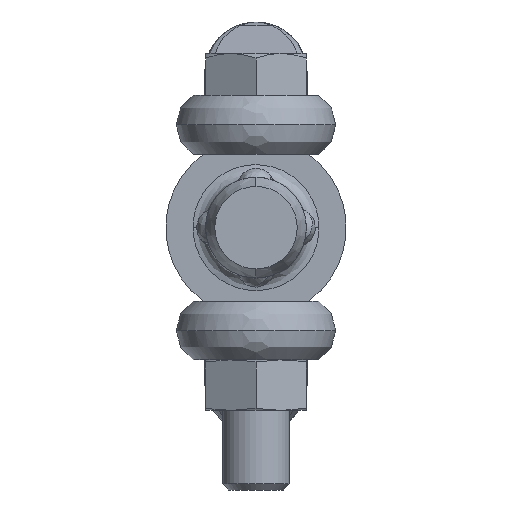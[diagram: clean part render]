
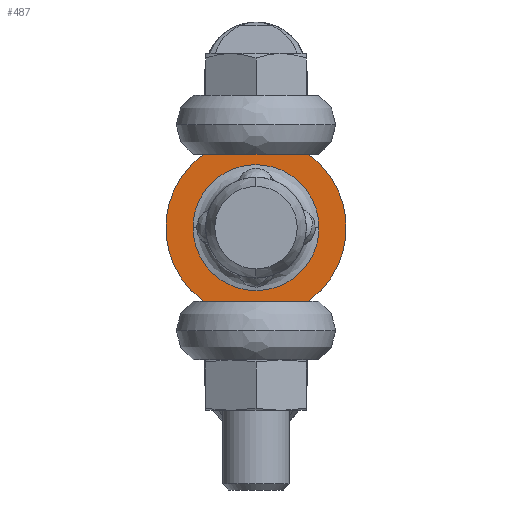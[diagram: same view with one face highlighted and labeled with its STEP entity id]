
A CAD part, left-side view. The second image highlights one B-rep face of the part: STEP entity #487.
In plain terms, the highlighted planar face has unit normal (-1, 0, 0).
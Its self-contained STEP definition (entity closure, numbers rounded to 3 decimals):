
#487=ADVANCED_FACE('',(#984,#985),#986,.T.);
#984=FACE_BOUND('',#3158,.T.);
#985=FACE_OUTER_BOUND('',#3159,.T.);
#986=PLANE('',#3160);
#3158=EDGE_LOOP('',(#4455,#4456));
#3159=EDGE_LOOP('',(#4457,#4458,#4459,#4460));
#3160=AXIS2_PLACEMENT_3D('',#4461,#4462,#4463);
#4455=ORIENTED_EDGE('',*,*,#4834,.F.);
#4456=ORIENTED_EDGE('',*,*,#4727,.F.);
#4457=ORIENTED_EDGE('',*,*,#5087,.T.);
#4458=ORIENTED_EDGE('',*,*,#4838,.T.);
#4459=ORIENTED_EDGE('',*,*,#4617,.T.);
#4460=ORIENTED_EDGE('',*,*,#4892,.T.);
#4461=CARTESIAN_POINT('',(0.,-9.125,0.));
#4462=DIRECTION('',(-1.0,0.0,0.0));
#4463=DIRECTION('',(0.0,0.0,1.0));
#4617=EDGE_CURVE('',#5201,#5202,#5203,.T.);
#4727=EDGE_CURVE('',#5385,#5388,#5389,.T.);
#4834=EDGE_CURVE('',#5388,#5385,#5562,.T.);
#4838=EDGE_CURVE('',#5565,#5201,#5567,.T.);
#4892=EDGE_CURVE('',#5202,#5642,#5644,.T.);
#5087=EDGE_CURVE('',#5642,#5565,#5878,.T.);
#5201=VERTEX_POINT('',#6045);
#5202=VERTEX_POINT('',#6046);
#5203=LINE('',#6047,#6048);
#5385=VERTEX_POINT('',#6543);
#5388=VERTEX_POINT('',#6546);
#5389=(B_SPLINE_CURVE(3,(#6548,#6549,#6550,#6551),.UNSPECIFIED.,.F.,.F.)B_SPLINE_CURVE_WITH_KNOTS((4,4),(0.5,1.0),.UNSPECIFIED.)RATIONAL_B_SPLINE_CURVE((1.0,0.333,0.333,1.0))BOUNDED_CURVE()REPRESENTATION_ITEM('')GEOMETRIC_REPRESENTATION_ITEM()CURVE());
#5562=(B_SPLINE_CURVE(3,(#7313,#7314,#7315,#7316),.UNSPECIFIED.,.F.,.F.)B_SPLINE_CURVE_WITH_KNOTS((4,4),(0.0,0.5),.UNSPECIFIED.)RATIONAL_B_SPLINE_CURVE((1.0,0.333,0.333,1.0))BOUNDED_CURVE()REPRESENTATION_ITEM('')GEOMETRIC_REPRESENTATION_ITEM()CURVE());
#5565=VERTEX_POINT('',#7325);
#5567=CIRCLE('',#7328,10.75);
#5642=VERTEX_POINT('',#7563);
#5644=CIRCLE('',#7566,10.75);
#5878=LINE('',#8279,#8280);
#6045=CARTESIAN_POINT('',(0.,-6.245,8.75));
#6046=CARTESIAN_POINT('',(0.,6.245,8.75));
#6047=CARTESIAN_POINT('',(0.,-9.125,8.75));
#6048=VECTOR('',#8441,1000.0);
#6543=CARTESIAN_POINT('',(0.,7.5,0.));
#6546=CARTESIAN_POINT('',(0.,-7.5,0.));
#6548=CARTESIAN_POINT('',(0.,7.5,0.));
#6549=CARTESIAN_POINT('',(0.,7.5,-15.));
#6550=CARTESIAN_POINT('',(0.,-7.5,-15.));
#6551=CARTESIAN_POINT('',(0.,-7.5,0.));
#7313=CARTESIAN_POINT('',(0.,-7.5,0.));
#7314=CARTESIAN_POINT('',(0.,-7.5,15.));
#7315=CARTESIAN_POINT('',(0.,7.5,15.));
#7316=CARTESIAN_POINT('',(0.,7.5,0.));
#7325=CARTESIAN_POINT('',(0.,-6.245,-8.75));
#7328=AXIS2_PLACEMENT_3D('',#8704,#8705,#8706);
#7563=CARTESIAN_POINT('',(0.,6.245,-8.75));
#7566=AXIS2_PLACEMENT_3D('',#8772,#8773,#8774);
#8279=CARTESIAN_POINT('',(0.,-9.125,-8.75));
#8280=VECTOR('',#8952,1000.0);
#8441=DIRECTION('',(0.0,1.0,0.0));
#8704=CARTESIAN_POINT('',(0.,0.,0.));
#8705=DIRECTION('',(-1.0,0.0,0.0));
#8706=DIRECTION('',(0.0,0.0,-1.0));
#8772=CARTESIAN_POINT('',(0.,0.,0.));
#8773=DIRECTION('',(-1.0,0.0,0.0));
#8774=DIRECTION('',(0.0,0.0,-1.0));
#8952=DIRECTION('',(0.0,-1.0,0.0));
